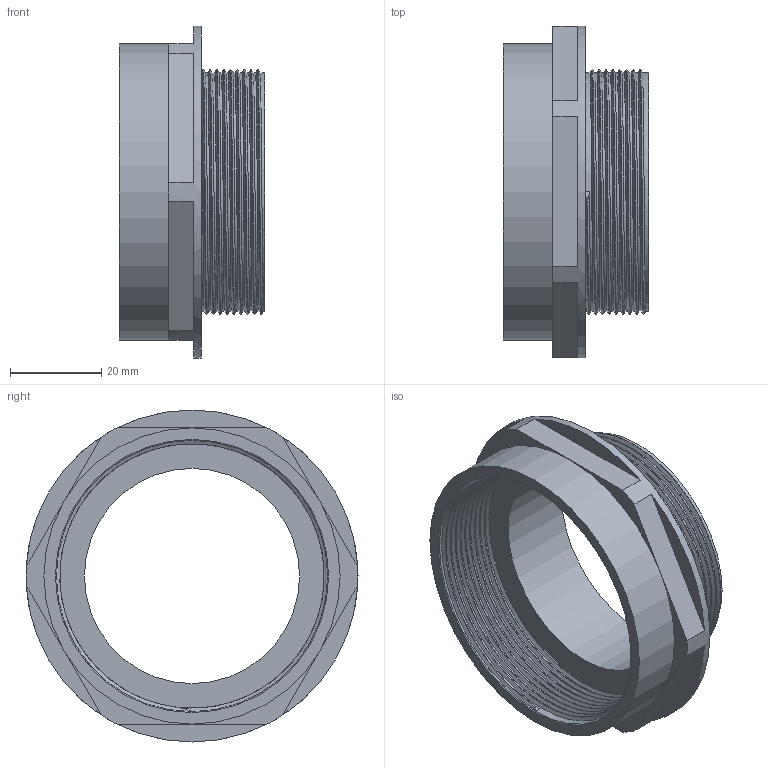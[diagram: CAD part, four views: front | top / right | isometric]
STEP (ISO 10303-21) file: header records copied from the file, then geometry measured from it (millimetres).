
FILE_DESCRIPTION(/* description */ ('Reduzierung sechskant PG 42 /PG 48'),/* implementation_level */ '2;1');
FILE_NAME(/* name */ '11084248-RST.stp',/* time_stamp */ '2020-04-29T14:53:46+02:00',/* author */ ('sl'),/* organization */ (''),/* preprocessor_version */ 'ST-DEVELOPER v16.5',/* originating_system */ 'Autodesk Inventor 2017',/* authorisation */ '');
FILE_SCHEMA (('AUTOMOTIVE_DESIGN { 1 0 10303 214 3 1 1 }'));
Length unit declared in the file: millimetre
Products named in the file (1): 11084248
Bounding box: 32 x 72.83 x 72.83 mm (x, y, z)
Volume: 22472.3 mm3; surface area: 18988.1 mm2
Topology: 1 solids, 1 shells, 52 faces, 140 edges, 93 vertices
Faces by surface type: cylinder 27, plane 20, bspline 4, torus 1
Full cylindrical faces by diameter (mm): 47.2 x1, 52.308 x8, 59.522 x9, 64.98 x1, 72.83 x1
Entity records: 4387 total; most frequent: CARTESIAN_POINT 3570, ORIENTED_EDGE 160, DIRECTION 152, EDGE_CURVE 80, AXIS2_PLACEMENT_3D 59, VERTEX_POINT 56, EDGE_LOOP 46, FACE_OUTER_BOUND 35
